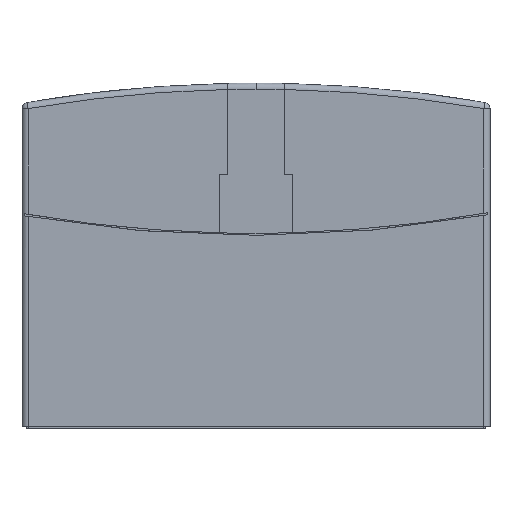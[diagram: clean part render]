
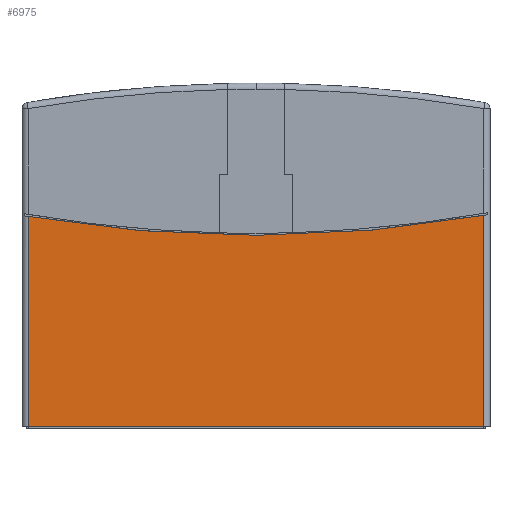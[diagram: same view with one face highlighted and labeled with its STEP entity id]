
A CAD part, left-side view. The second image highlights one B-rep face of the part: STEP entity #6975.
In plain terms, the highlighted planar face has unit normal (-1, 0, 0).
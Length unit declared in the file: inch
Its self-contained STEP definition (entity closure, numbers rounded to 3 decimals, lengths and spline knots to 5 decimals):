
#454 = EDGE_CURVE ( 'NONE', #15414, #11539, #7998, .T. ) ;
#700 = EDGE_CURVE ( 'NONE', #13280, #11539, #10120, .T. ) ;
#1274 = ORIENTED_EDGE ( 'NONE', *, *, #15515, .T. ) ;
#1666 = ORIENTED_EDGE ( 'NONE', *, *, #17334, .F. ) ;
#1875 = ORIENTED_EDGE ( 'NONE', *, *, #454, .T. ) ;
#2114 = CARTESIAN_POINT ( 'NONE',  ( 0., 1.16511, 7.58411 ) ) ;
#2208 = PLANE ( 'NONE',  #3974 ) ;
#2259 = DIRECTION ( 'NONE',  ( 1., 0., 0. ) ) ;
#3486 = DIRECTION ( 'NONE',  ( 0., 0., -1. ) ) ;
#3922 = CARTESIAN_POINT ( 'NONE',  ( 0., 2.27, -4.9625 ) ) ;
#3974 = AXIS2_PLACEMENT_3D ( 'NONE', #10565, #2259, #11937 ) ;
#4264 = VECTOR ( 'NONE', #9533, 39.37008 ) ;
#4678 = DIRECTION ( 'NONE',  ( 0., 1., 0. ) ) ;
#5777 = ORIENTED_EDGE ( 'NONE', *, *, #700, .F. ) ;
#6975 = ADVANCED_FACE ( 'NONE', ( #9880 ), #2208, .F. ) ;
#7998 = LINE ( 'NONE', #3922, #4264 ) ;
#9533 = DIRECTION ( 'NONE',  ( 0., 0., -1. ) ) ;
#9857 = CARTESIAN_POINT ( 'NONE',  ( 0., 2.27, 0.01 ) ) ;
#9880 = FACE_OUTER_BOUND ( 'NONE', #13663, .T. ) ;
#10120 = LINE ( 'NONE', #14270, #16927 ) ;
#10565 = CARTESIAN_POINT ( 'NONE',  ( 0., 1.15, -4.9625 ) ) ;
#11048 = LINE ( 'NONE', #13698, #17877 ) ;
#11539 = VERTEX_POINT ( 'NONE', #9857 ) ;
#11771 = DIRECTION ( 'NONE',  ( -1., 0., 0. ) ) ;
#11937 = DIRECTION ( 'NONE',  ( 0., 0., -1. ) ) ;
#12169 = CARTESIAN_POINT ( 'NONE',  ( 0., 2.27, 1.04429 ) ) ;
#13280 = VERTEX_POINT ( 'NONE', #17658 ) ;
#13327 = VERTEX_POINT ( 'NONE', #16327 ) ;
#13663 = EDGE_LOOP ( 'NONE', ( #1274, #1666, #1875, #5777 ) ) ;
#13698 = CARTESIAN_POINT ( 'NONE',  ( 0., 0.03, -4.9625 ) ) ;
#14270 = CARTESIAN_POINT ( 'NONE',  ( 0., 1.15, 0.01 ) ) ;
#15414 = VERTEX_POINT ( 'NONE', #12169 ) ;
#15515 = EDGE_CURVE ( 'NONE', #13280, #13327, #11048, .T. ) ;
#16327 = CARTESIAN_POINT ( 'NONE',  ( 0., 0.03, 1.04947 ) ) ;
#16669 = CIRCLE ( 'NONE', #17164, 6.6325 ) ;
#16927 = VECTOR ( 'NONE', #4678, 39.37008 ) ;
#17164 = AXIS2_PLACEMENT_3D ( 'NONE', #2114, #11771, #3486 ) ;
#17334 = EDGE_CURVE ( 'NONE', #15414, #13327, #16669, .T. ) ;
#17658 = CARTESIAN_POINT ( 'NONE',  ( 0., 0.03, 0.01 ) ) ;
#17716 = DIRECTION ( 'NONE',  ( 0., 0., 1. ) ) ;
#17877 = VECTOR ( 'NONE', #17716, 39.37008 ) ;
